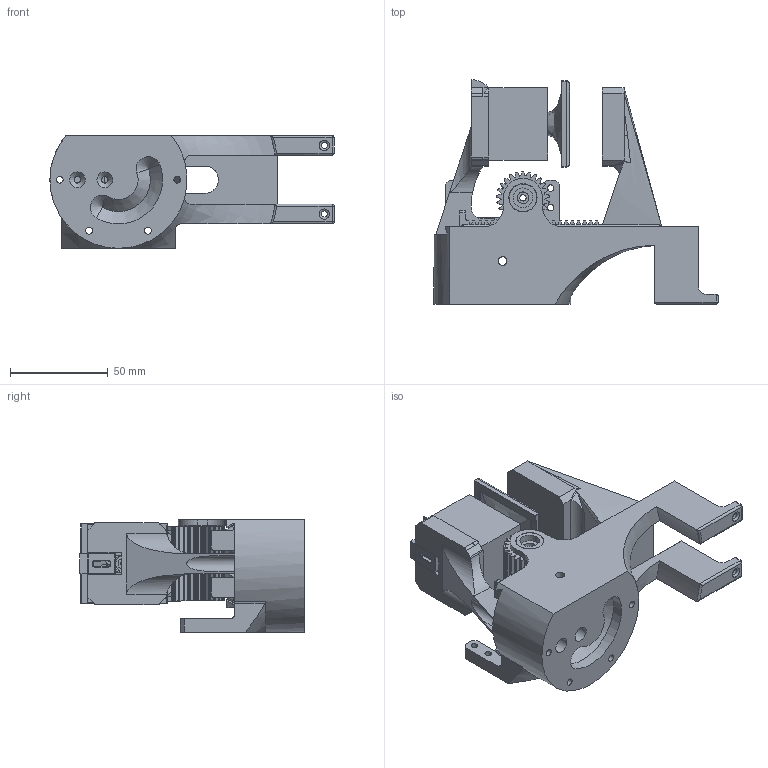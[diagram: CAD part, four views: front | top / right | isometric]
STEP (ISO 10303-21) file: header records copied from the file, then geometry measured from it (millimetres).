
FILE_DESCRIPTION(/* description */ (''),/* implementation_level */ '2;1');
FILE_NAME(/* name */ 'gripper.step',/* time_stamp */ '2025-12-12T18:22:09+01:00',/* author */ (''),/* organization */ (''),/* preprocessor_version */ 'ST-DEVELOPER v20.1',/* originating_system */ 'Autodesk Translation Framework v14.21.0.0',/* authorisation */ '');
FILE_SCHEMA (('AUTOMOTIVE_DESIGN { 1 0 10303 214 3 1 1 }'));
Length unit declared in the file: millimetre
Products named in the file (8): Захват; губка_стационарная; sensor holder; coushon_compliant_v3_0.4mm nozzle; 2025-11-20-10-34-15-589; 2025-11-20-10-35-19-196; 2025-11-20-10-36-59-494; cushon cover
Assembly tree (7 placements, depth 2):
  Захват
    губка_стационарная
    sensor holder
    coushon_compliant_v3_0.4mm nozzle
    2025-11-20-10-34-15-589
    2025-11-20-10-35-19-196
    2025-11-20-10-36-59-494
    cushon cover
Bounding box: 145 x 114.5 x 57.5 mm (x, y, z)
Volume: 280937 mm3; surface area: 91040.5 mm2
Topology: 8 solids, 8 shells, 1015 faces, 2676 edges, 1675 vertices
Faces by surface type: cylinder 471, plane 435, bspline 51, sphere 30, cone 16, torus 12
Full cylindrical faces by diameter (mm): 2 x12, 3.2 x5, 3.3 x7, 3.4 x2, 3.5 x4, 4.5 x1, 6 x1, 6.5 x1, 8 x6, 8.2 x1, 10 x1, 11.782 x1, 14 x1, 14.4 x1, 30.8 x1
Entity records: 33571 total; most frequent: CARTESIAN_POINT 7877, DIRECTION 5457, ORIENTED_EDGE 5320, EDGE_CURVE 2660, AXIS2_PLACEMENT_3D 1947, VERTEX_POINT 1675, LINE 1563, VECTOR 1563
